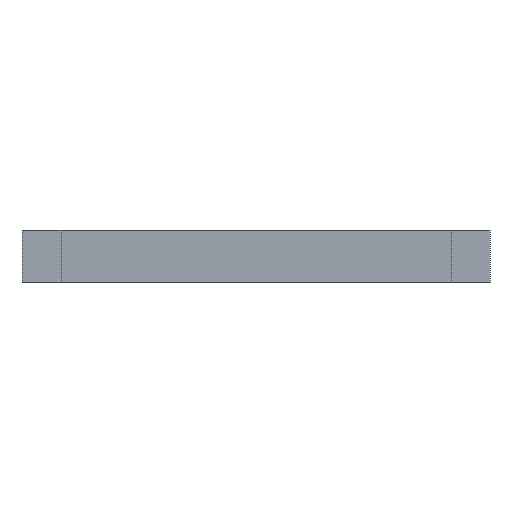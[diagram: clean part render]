
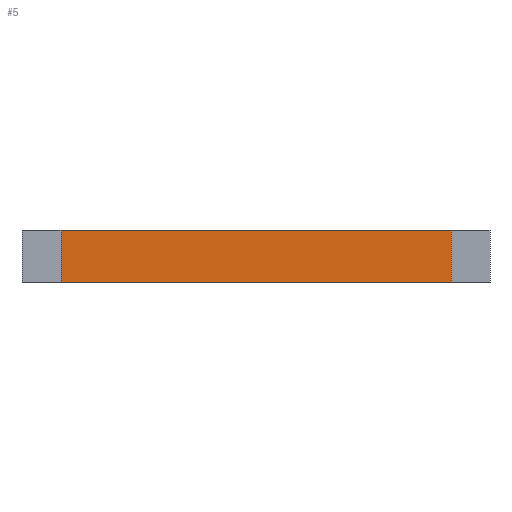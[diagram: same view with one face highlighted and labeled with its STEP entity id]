
A CAD part, left-side view. The second image highlights one B-rep face of the part: STEP entity #5.
In plain terms, the highlighted planar face has unit normal (-1, 0, 0).
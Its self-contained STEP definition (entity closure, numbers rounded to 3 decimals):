
#5 = ADVANCED_FACE ( 'NONE', ( #637 ), #1102, .T. ) ;
#17 = CARTESIAN_POINT ( 'NONE',  ( -100., 0., 4. ) ) ;
#26 = VECTOR ( 'NONE', #1105, 1000. ) ;
#32 = DIRECTION ( 'NONE',  ( 0., 0., -1. ) ) ;
#43 = LINE ( 'NONE', #772, #571 ) ;
#66 = VECTOR ( 'NONE', #32, 1000. ) ;
#67 = DIRECTION ( 'NONE',  ( 0., 1., 0. ) ) ;
#73 = ORIENTED_EDGE ( 'NONE', *, *, #139, .F. ) ;
#139 = EDGE_CURVE ( 'NONE', #1217, #828, #716, .T. ) ;
#147 = CARTESIAN_POINT ( 'NONE',  ( -100., -15., 0. ) ) ;
#148 = ORIENTED_EDGE ( 'NONE', *, *, #998, .T. ) ;
#254 = EDGE_LOOP ( 'NONE', ( #1276, #73, #148, #651 ) ) ;
#263 = CARTESIAN_POINT ( 'NONE',  ( -100., 0., 4. ) ) ;
#293 = VERTEX_POINT ( 'NONE', #1031 ) ;
#342 = CARTESIAN_POINT ( 'NONE',  ( -100., -15., 4. ) ) ;
#471 = VECTOR ( 'NONE', #67, 1000. ) ;
#490 = EDGE_CURVE ( 'NONE', #828, #293, #43, .T. ) ;
#516 = CARTESIAN_POINT ( 'NONE',  ( -100., 15., 4. ) ) ;
#571 = VECTOR ( 'NONE', #967, 1000. ) ;
#610 = LINE ( 'NONE', #1210, #26 ) ;
#637 = FACE_OUTER_BOUND ( 'NONE', #254, .T. ) ;
#651 = ORIENTED_EDGE ( 'NONE', *, *, #746, .T. ) ;
#682 = DIRECTION ( 'NONE',  ( 0., -1., 0. ) ) ;
#716 = LINE ( 'NONE', #342, #66 ) ;
#724 = LINE ( 'NONE', #263, #471 ) ;
#746 = EDGE_CURVE ( 'NONE', #1186, #293, #610, .T. ) ;
#772 = CARTESIAN_POINT ( 'NONE',  ( -100., 0., 0. ) ) ;
#798 = DIRECTION ( 'NONE',  ( -1., 0., 0. ) ) ;
#828 = VERTEX_POINT ( 'NONE', #147 ) ;
#967 = DIRECTION ( 'NONE',  ( 0., 1., 0. ) ) ;
#998 = EDGE_CURVE ( 'NONE', #1217, #1186, #724, .T. ) ;
#1031 = CARTESIAN_POINT ( 'NONE',  ( -100., 15., 0. ) ) ;
#1090 = CARTESIAN_POINT ( 'NONE',  ( -100., -15., 4. ) ) ;
#1102 = PLANE ( 'NONE',  #1264 ) ;
#1105 = DIRECTION ( 'NONE',  ( 0., 0., -1. ) ) ;
#1186 = VERTEX_POINT ( 'NONE', #516 ) ;
#1210 = CARTESIAN_POINT ( 'NONE',  ( -100., 15., 4. ) ) ;
#1217 = VERTEX_POINT ( 'NONE', #1090 ) ;
#1264 = AXIS2_PLACEMENT_3D ( 'NONE', #17, #798, #682 ) ;
#1276 = ORIENTED_EDGE ( 'NONE', *, *, #490, .F. ) ;
